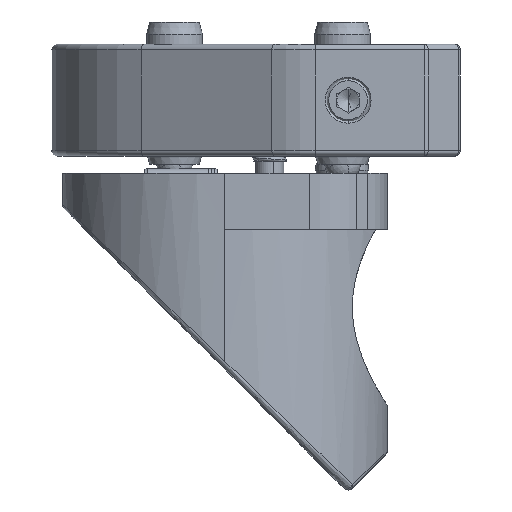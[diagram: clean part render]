
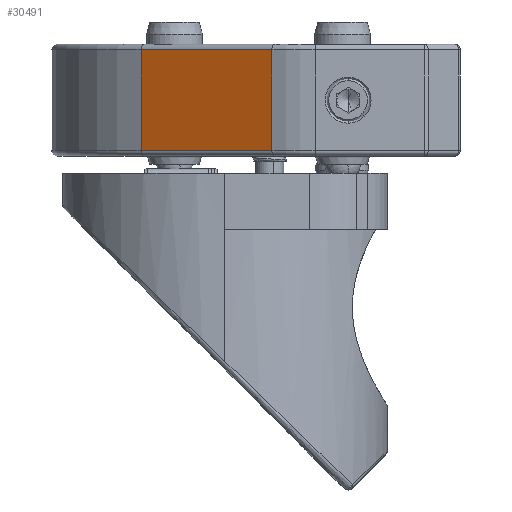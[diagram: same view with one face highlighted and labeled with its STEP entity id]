
A CAD part, left-side view. The second image highlights one B-rep face of the part: STEP entity #30491.
In plain terms, the highlighted planar face has unit normal (-0.876, 0.482, 0).
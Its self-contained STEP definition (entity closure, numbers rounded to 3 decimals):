
#75 = EDGE_CURVE ( 'NONE', #27409, #29578, #11117, .T. ) ;
#845 = CARTESIAN_POINT ( 'NONE',  ( -49.039, 11.482, 4.561 ) ) ;
#1891 = EDGE_CURVE ( 'NONE', #10910, #27409, #8671, .T. ) ;
#3457 = CARTESIAN_POINT ( 'NONE',  ( -50.031, 9.68, 5.061 ) ) ;
#5152 = CARTESIAN_POINT ( 'NONE',  ( -42.608, 23.157, 5.061 ) ) ;
#6260 = EDGE_CURVE ( 'NONE', #29578, #8816, #13111, .T. ) ;
#6886 = DIRECTION ( 'NONE',  ( 0.876, -0.482, 0. ) ) ;
#7427 = VECTOR ( 'NONE', #27138, 1000. ) ;
#8237 = CARTESIAN_POINT ( 'NONE',  ( -49.039, 11.482, -4.439 ) ) ;
#8671 = LINE ( 'NONE', #22366, #16470 ) ;
#8816 = VERTEX_POINT ( 'NONE', #15522 ) ;
#10221 = DIRECTION ( 'NONE',  ( 0., 0., 1. ) ) ;
#10517 = VECTOR ( 'NONE', #35224, 1000. ) ;
#10910 = VERTEX_POINT ( 'NONE', #845 ) ;
#11117 = LINE ( 'NONE', #5152, #7427 ) ;
#12146 = CARTESIAN_POINT ( 'NONE',  ( -42.608, 23.157, 4.561 ) ) ;
#13111 = LINE ( 'NONE', #8237, #10517 ) ;
#13505 = VECTOR ( 'NONE', #10221, 1000. ) ;
#14468 = DIRECTION ( 'NONE',  ( 0., 0., -1. ) ) ;
#14883 = ORIENTED_EDGE ( 'NONE', *, *, #1891, .T. ) ;
#15368 = EDGE_LOOP ( 'NONE', ( #29158, #35210, #35270, #14883 ) ) ;
#15522 = CARTESIAN_POINT ( 'NONE',  ( -49.039, 11.482, -4.439 ) ) ;
#16470 = VECTOR ( 'NONE', #19672, 1000. ) ;
#17719 = FACE_OUTER_BOUND ( 'NONE', #15368, .T. ) ;
#19672 = DIRECTION ( 'NONE',  ( 0.482, 0.876, 0. ) ) ;
#22125 = AXIS2_PLACEMENT_3D ( 'NONE', #3457, #6886, #14468 ) ;
#22366 = CARTESIAN_POINT ( 'NONE',  ( -50.031, 9.68, 4.561 ) ) ;
#26787 = CARTESIAN_POINT ( 'NONE',  ( -49.039, 11.482, 5.061 ) ) ;
#27138 = DIRECTION ( 'NONE',  ( 0., 0., -1. ) ) ;
#27409 = VERTEX_POINT ( 'NONE', #12146 ) ;
#29158 = ORIENTED_EDGE ( 'NONE', *, *, #75, .T. ) ;
#29578 = VERTEX_POINT ( 'NONE', #33046 ) ;
#30491 = ADVANCED_FACE ( 'NONE', ( #17719 ), #31021, .F. ) ;
#31021 = PLANE ( 'NONE',  #22125 ) ;
#31636 = EDGE_CURVE ( 'NONE', #8816, #10910, #34865, .T. ) ;
#33046 = CARTESIAN_POINT ( 'NONE',  ( -42.608, 23.157, -4.439 ) ) ;
#34865 = LINE ( 'NONE', #26787, #13505 ) ;
#35210 = ORIENTED_EDGE ( 'NONE', *, *, #6260, .T. ) ;
#35224 = DIRECTION ( 'NONE',  ( -0.482, -0.876, 0. ) ) ;
#35270 = ORIENTED_EDGE ( 'NONE', *, *, #31636, .T. ) ;
